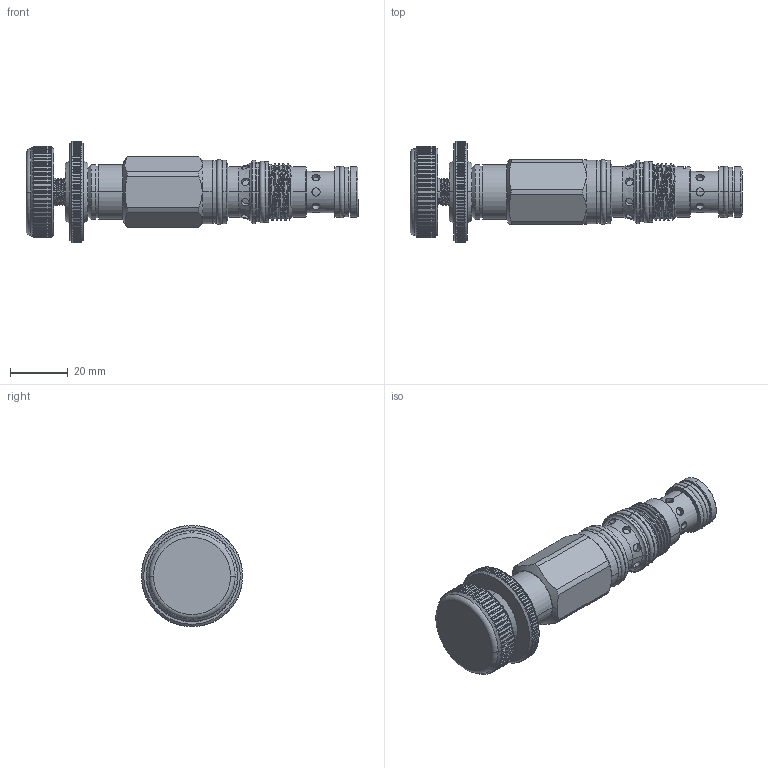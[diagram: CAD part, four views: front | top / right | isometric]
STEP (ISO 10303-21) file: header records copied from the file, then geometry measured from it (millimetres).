
FILE_DESCRIPTION (( 'STEP AP203' ), '1' );
FILE_NAME ('PD11A30-BA.STEP', '2023-11-23T03:56:44', ( '' ), ( '' ), 'SwSTEP 2.0', 'SolidWorks 2018', '' );
FILE_SCHEMA (( 'CONFIG_CONTROL_DESIGN' ));
Products named in the file (1): PD11A30-BA
Bounding box: 114.67 x 35 x 35 mm (x, y, z)
Volume: 41716.7 mm3; surface area: 13023.2 mm2
Topology: 1 solids, 1 shells, 862 faces, 2387 edges, 1571 vertices
Faces by surface type: plane 436, cylinder 321, cone 65, bspline 25, torus 15
Entity records: 49847 total; most frequent: CARTESIAN_POINT 29467, ORIENTED_EDGE 4774, DIRECTION 3583, EDGE_CURVE 2387, VERTEX_POINT 1571, AXIS2_PLACEMENT_3D 1405, B_SPLINE_CURVE_WITH_KNOTS 955, EDGE_LOOP 906
